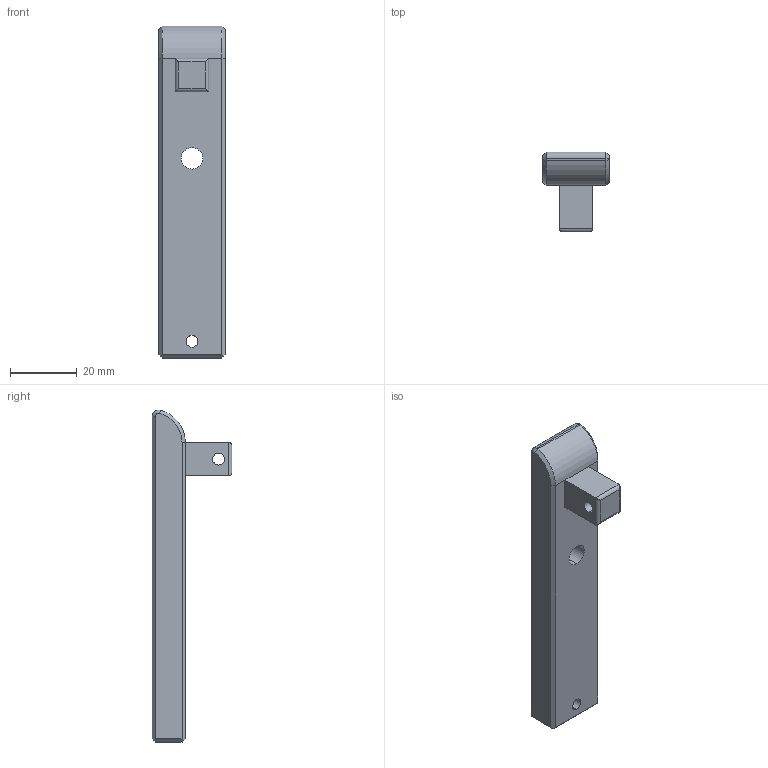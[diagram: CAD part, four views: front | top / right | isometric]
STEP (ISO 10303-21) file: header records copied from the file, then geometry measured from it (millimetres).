
FILE_DESCRIPTION (( 'STEP AP203' ), '1' );
FILE_NAME ('Arm Lingage.STEP', '2023-06-26T23:12:38', ( '' ), ( '' ), 'SwSTEP 2.0', 'SolidWorks 2022', '' );
FILE_SCHEMA (( 'CONFIG_CONTROL_DESIGN' ));
Length unit declared in the file: millimetre
Products named in the file (1): Arm Lingage
Bounding box: 20 x 24 x 99.75 mm (x, y, z)
Volume: 20176.8 mm3; surface area: 6834.3 mm2
Topology: 1 solids, 1 shells, 36 faces, 89 edges, 55 vertices
Faces by surface type: plane 18, cylinder 13, cone 5
Entity records: 1141 total; most frequent: CARTESIAN_POINT 193, DIRECTION 182, ORIENTED_EDGE 178, EDGE_CURVE 89, LINE 62, VECTOR 62, AXIS2_PLACEMENT_3D 60, VERTEX_POINT 55
